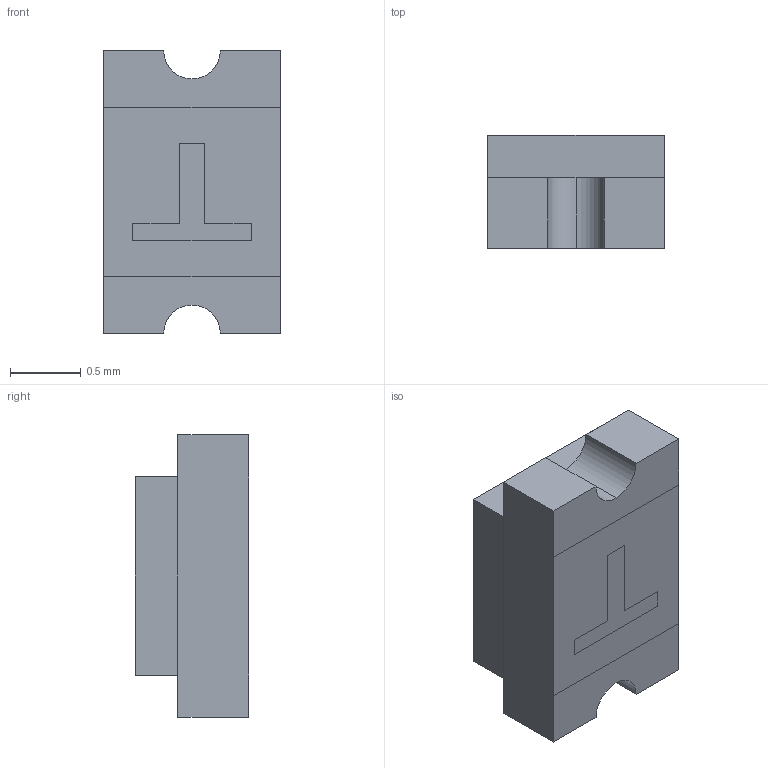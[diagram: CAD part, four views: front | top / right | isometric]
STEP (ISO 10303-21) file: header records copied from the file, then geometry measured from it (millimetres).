
FILE_DESCRIPTION (( 'STEP AP203' ), '1' );
FILE_NAME ('LSM0805.STEP', '2019-01-10T19:24:20', ( '' ), ( '' ), 'SwSTEP 2.0', 'SolidWorks 2018', '' );
FILE_SCHEMA (( 'CONFIG_CONTROL_DESIGN' ));
Length unit declared in the file: inch
Products named in the file (1): LSM0805
Bounding box: 1.25 x 0.8 x 2 mm (x, y, z)
Volume: 1.7 mm3; surface area: 13.3 mm2
Topology: 2 solids, 2 shells, 20 faces, 53 edges, 38 vertices
Faces by surface type: plane 17, cylinder 3
Entity records: 704 total; most frequent: CARTESIAN_POINT 112, ORIENTED_EDGE 106, DIRECTION 101, EDGE_CURVE 53, LINE 47, VECTOR 47, VERTEX_POINT 38, AXIS2_PLACEMENT_3D 27
